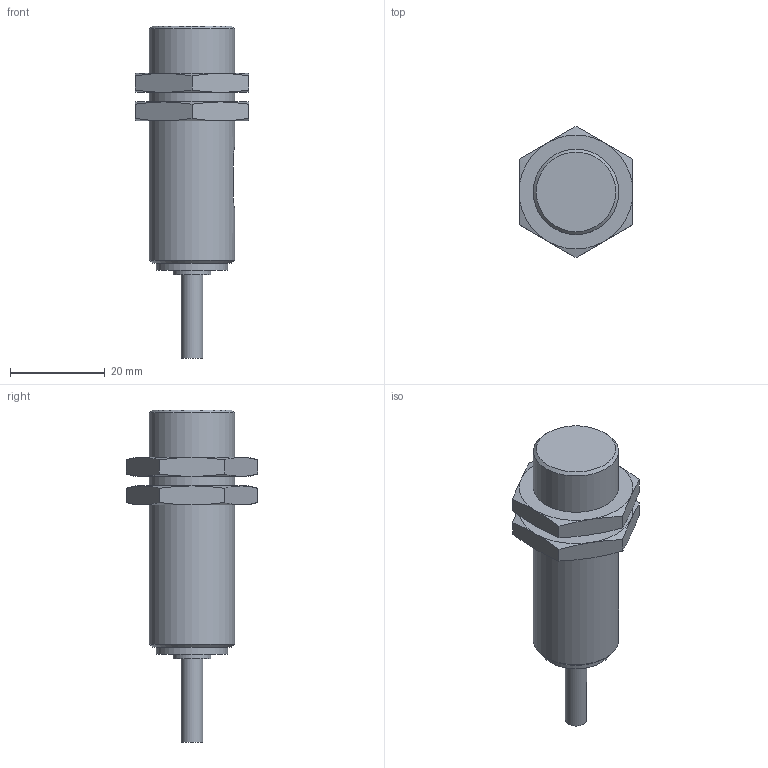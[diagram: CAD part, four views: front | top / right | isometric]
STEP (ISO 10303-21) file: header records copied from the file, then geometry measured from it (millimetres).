
FILE_DESCRIPTION(/* description */ ('STEP AP214'),/* implementation_level */ '2;1');
FILE_NAME(/* name */ '537705_SOEG-RTH-M18-NS-K-2L',/* time_stamp */ '2024-09-15T09:37:13+02:00',/* author */ ('License CC BY-ND 4.0'),/* organization */ ('CADENAS'),/* preprocessor_version */ 'ST-DEVELOPER v19.3',/* originating_system */ 'PARTsolutions',/* authorisation */ ' ');
FILE_SCHEMA (('AUTOMOTIVE_DESIGN {1 0 10303 214 3 1 1}'));
Length unit declared in the file: millimetre
Products named in the file (1): 537705 SOEG-RTH-M18-NS-K-2L
Bounding box: 24 x 27.71 x 70 mm (x, y, z)
Volume: 15141.8 mm3; surface area: 4868.6 mm2
Topology: 1 solids, 1 shells, 66 faces, 141 edges, 86 vertices
Faces by surface type: plane 29, cone 26, cylinder 9, sphere 2
Full cylindrical faces by diameter (mm): 4 x1, 4.5 x1, 8 x1, 15 x1, 18 x3
Entity records: 1746 total; most frequent: CARTESIAN_POINT 429, DIRECTION 256, ORIENTED_EDGE 250, EDGE_CURVE 125, AXIS2_PLACEMENT_3D 114, EDGE_LOOP 86, FACE_BOUND 86, VERTEX_POINT 81
